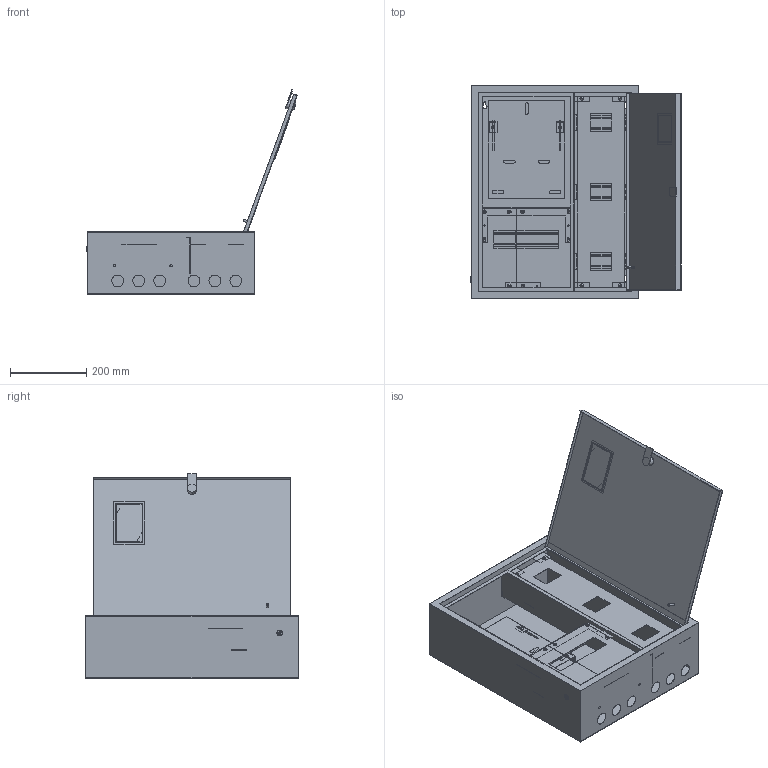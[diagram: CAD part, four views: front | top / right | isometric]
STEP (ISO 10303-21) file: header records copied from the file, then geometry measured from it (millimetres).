
FILE_DESCRIPTION (( 'STEP AP214' ), '1' );
FILE_NAME ('ShURN_3-18_IP31.STEP', '2016-12-02T13:20:48', ( 'user' ), ( '' ), 'SwSTEP 2.0', 'SolidWorks 2014', '' );
FILE_SCHEMA (( 'AUTOMOTIVE_DESIGN' ));
Length unit declared in the file: millimetre
Products named in the file (11): Dver_SHURN_3_18; ShURN_3-18_IP31; Panel; SC GOST 17473_gost_‚¨­â A.M5x10 ƒŽ‘’ 17473-80; DIN-Reika_2; Obolochka_SHURN_3_18; Panel_D_-00; DIN-Reika_1; STEKLO_IEK; Panel_Lev; Panel_Prav
Assembly tree (31 placements, depth 2):
  ShURN_3-18_IP31
    Obolochka_SHURN_3_18
    Dver_SHURN_3_18
    DIN-Reika_1
    Panel
    SC GOST 17473_gost_‚¨­â A.M5x10 ƒŽ‘’ 17473-80  x20
    Panel_Lev
    Panel_Prav
    STEKLO_IEK
    DIN-Reika_2  x3
    Panel_D_-00
Bounding box: 551.91 x 560 x 536.36 mm (x, y, z)
Volume: 1182842.9 mm3; surface area: 2353275.9 mm2
Topology: 33 solids, 33 shells, 804 faces, 1940 edges, 1246 vertices
Faces by surface type: plane 522, cylinder 232, sphere 40, cone 10
Entity records: 17667 total; most frequent: DIRECTION 2950, CARTESIAN_POINT 2927, ORIENTED_EDGE 2844, EDGE_CURVE 1422, LINE 1060, VECTOR 1060, AXIS2_PLACEMENT_3D 945, VERTEX_POINT 922
